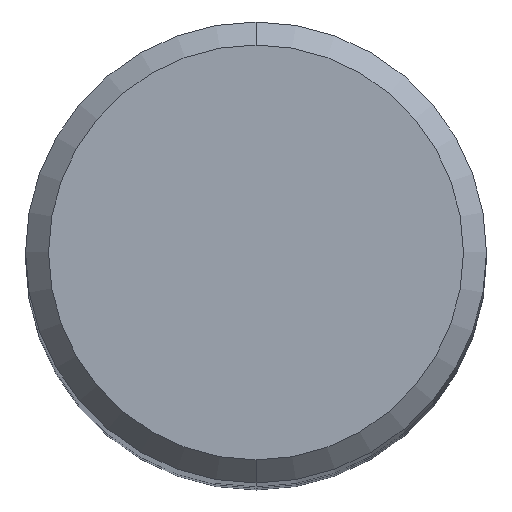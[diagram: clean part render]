
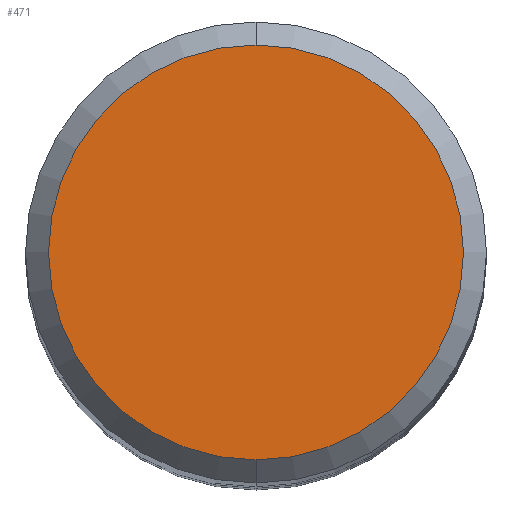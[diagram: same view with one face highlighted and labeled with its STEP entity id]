
A CAD part, top view. The second image highlights one B-rep face of the part: STEP entity #471.
In plain terms, the highlighted planar face has unit normal (0, 0, 1).
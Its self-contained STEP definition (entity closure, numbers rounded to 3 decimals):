
#321=EDGE_CURVE('',#445,#341,#699,.T.);
#341=VERTEX_POINT('',#722);
#441=EDGE_CURVE('',#341,#445,#832,.T.);
#445=VERTEX_POINT('',#837);
#471=ADVANCED_FACE('',(#864),#865,.T.);
#699=CIRCLE('',#1164,3.6);
#722=CARTESIAN_POINT('',(0.0,3.6,0.0));
#832=CIRCLE('',#1448,3.6);
#837=CARTESIAN_POINT('',(0.,-3.6,0.0));
#864=FACE_OUTER_BOUND('',#1526,.T.);
#865=PLANE('',#1527);
#1164=AXIS2_PLACEMENT_3D('',#1868,#1869,#1870);
#1448=AXIS2_PLACEMENT_3D('',#2016,#2017,#2018);
#1526=EDGE_LOOP('',(#2041,#2042));
#1527=AXIS2_PLACEMENT_3D('',#2043,#2044,#2045);
#1868=CARTESIAN_POINT('',(0.0,0.0,0.0));
#1869=DIRECTION('',(0.0,0.0,-1.0));
#1870=DIRECTION('',(0.0,1.0,0.0));
#2016=CARTESIAN_POINT('',(0.0,0.0,0.0));
#2017=DIRECTION('',(0.0,0.0,-1.0));
#2018=DIRECTION('',(0.0,1.0,0.0));
#2041=ORIENTED_EDGE('',*,*,#441,.F.);
#2042=ORIENTED_EDGE('',*,*,#321,.F.);
#2043=CARTESIAN_POINT('',(0.0,1.8,0.0));
#2044=DIRECTION('',(-0.0,0.0,1.0));
#2045=DIRECTION('',(0.0,-1.0,0.0));
